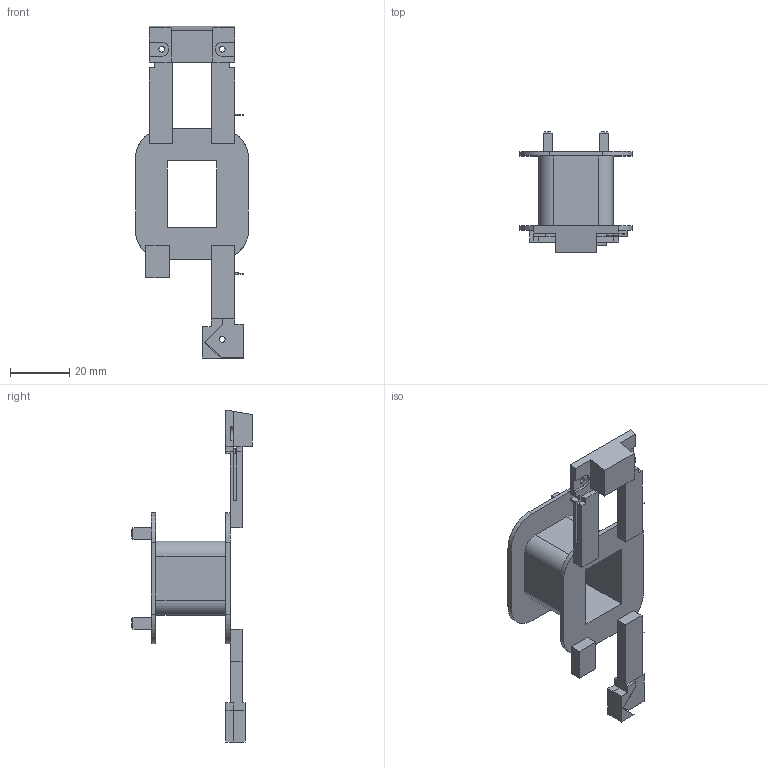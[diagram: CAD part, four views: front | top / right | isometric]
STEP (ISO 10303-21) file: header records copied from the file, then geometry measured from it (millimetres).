
FILE_DESCRIPTION (( 'STEP AP203' ), '1' );
FILE_NAME ('BZA75-80.STEP', '2016-01-19T05:26:01', ( '' ), ( '' ), 'SwSTEP 2.0', 'SolidWorks 2013', '' );
FILE_SCHEMA (( 'CONFIG_CONTROL_DESIGN' ));
Length unit declared in the file: millimetre
Products named in the file (1): BZA75-80
Bounding box: 38 x 40.7 x 111.7 mm (x, y, z)
Volume: 13501.9 mm3; surface area: 14500.8 mm2
Topology: 2 solids, 2 shells, 192 faces, 539 edges, 350 vertices
Faces by surface type: plane 161, cylinder 31
Entity records: 6192 total; most frequent: CARTESIAN_POINT 1082, ORIENTED_EDGE 1078, DIRECTION 991, EDGE_CURVE 539, VECTOR 473, LINE 473, VERTEX_POINT 350, AXIS2_PLACEMENT_3D 259
